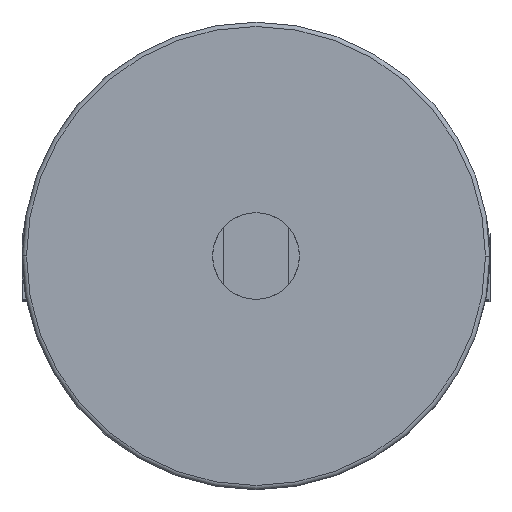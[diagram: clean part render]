
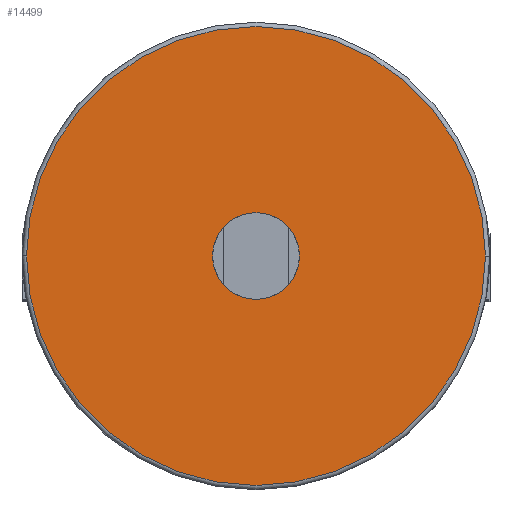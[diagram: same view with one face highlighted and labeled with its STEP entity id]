
A CAD part, left-side view. The second image highlights one B-rep face of the part: STEP entity #14499.
In plain terms, the highlighted planar face has unit normal (-1, 0, 0).
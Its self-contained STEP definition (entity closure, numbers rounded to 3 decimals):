
#611 = AXIS2_PLACEMENT_3D ( 'NONE', #6568, #15132, #7848 ) ;
#833 = ORIENTED_EDGE ( 'NONE', *, *, #13456, .T. ) ;
#881 = CARTESIAN_POINT ( 'NONE',  ( -157.5, -53., 0. ) ) ;
#1110 = CARTESIAN_POINT ( 'NONE',  ( -157.5, 0., 10. ) ) ;
#1375 = AXIS2_PLACEMENT_3D ( 'NONE', #8456, #10890, #3537 ) ;
#3288 = EDGE_CURVE ( 'NONE', #4495, #11945, #12570, .T. ) ;
#3537 = DIRECTION ( 'NONE',  ( 0., -1., 0. ) ) ;
#3665 = CARTESIAN_POINT ( 'NONE',  ( -157.5, 0., 0. ) ) ;
#4210 = CARTESIAN_POINT ( 'NONE',  ( -157.5, 0., 0. ) ) ;
#4243 = CIRCLE ( 'NONE', #14668, 53. ) ;
#4495 = VERTEX_POINT ( 'NONE', #1110 ) ;
#4615 = CARTESIAN_POINT ( 'NONE',  ( -157.5, 0., 0. ) ) ;
#4878 = VERTEX_POINT ( 'NONE', #881 ) ;
#4920 = DIRECTION ( 'NONE',  ( 0., -1., 0. ) ) ;
#5415 = DIRECTION ( 'NONE',  ( 0., 0., 1. ) ) ;
#5835 = DIRECTION ( 'NONE',  ( 0., 0., 1. ) ) ;
#6568 = CARTESIAN_POINT ( 'NONE',  ( -157.5, 0., 0. ) ) ;
#7082 = AXIS2_PLACEMENT_3D ( 'NONE', #4615, #13158, #5835 ) ;
#7497 = CARTESIAN_POINT ( 'NONE',  ( -157.5, 53., 0. ) ) ;
#7848 = DIRECTION ( 'NONE',  ( 0., -1., 0. ) ) ;
#8456 = CARTESIAN_POINT ( 'NONE',  ( -157.5, 54., 0. ) ) ;
#8550 = VERTEX_POINT ( 'NONE', #7497 ) ;
#9002 = ORIENTED_EDGE ( 'NONE', *, *, #12428, .F. ) ;
#9244 = AXIS2_PLACEMENT_3D ( 'NONE', #4210, #12748, #5415 ) ;
#9630 = CARTESIAN_POINT ( 'NONE',  ( -157.5, 0., -10. ) ) ;
#9670 = PLANE ( 'NONE',  #1375 ) ;
#9992 = FACE_BOUND ( 'NONE', #11276, .T. ) ;
#10031 = CIRCLE ( 'NONE', #611, 53. ) ;
#10514 = EDGE_LOOP ( 'NONE', ( #833, #14704 ) ) ;
#10739 = FACE_OUTER_BOUND ( 'NONE', #10514, .T. ) ;
#10890 = DIRECTION ( 'NONE',  ( -1., 0., 0. ) ) ;
#11276 = EDGE_LOOP ( 'NONE', ( #9002, #12978 ) ) ;
#11607 = EDGE_CURVE ( 'NONE', #8550, #4878, #10031, .T. ) ;
#11945 = VERTEX_POINT ( 'NONE', #9630 ) ;
#12248 = DIRECTION ( 'NONE',  ( -1., 0., 0. ) ) ;
#12428 = EDGE_CURVE ( 'NONE', #11945, #4495, #14378, .T. ) ;
#12570 = CIRCLE ( 'NONE', #9244, 10. ) ;
#12748 = DIRECTION ( 'NONE',  ( -1., 0., 0. ) ) ;
#12978 = ORIENTED_EDGE ( 'NONE', *, *, #3288, .F. ) ;
#13158 = DIRECTION ( 'NONE',  ( -1., 0., 0. ) ) ;
#13456 = EDGE_CURVE ( 'NONE', #4878, #8550, #4243, .T. ) ;
#14378 = CIRCLE ( 'NONE', #7082, 10. ) ;
#14499 = ADVANCED_FACE ( 'NONE', ( #10739, #9992 ), #9670, .T. ) ;
#14668 = AXIS2_PLACEMENT_3D ( 'NONE', #3665, #12248, #4920 ) ;
#14704 = ORIENTED_EDGE ( 'NONE', *, *, #11607, .T. ) ;
#15132 = DIRECTION ( 'NONE',  ( -1., 0., 0. ) ) ;
